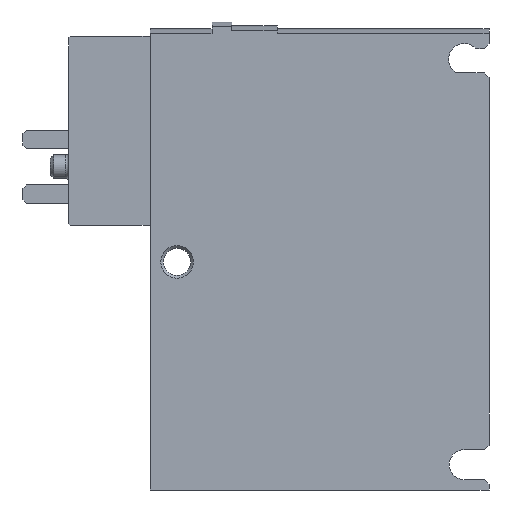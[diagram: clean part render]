
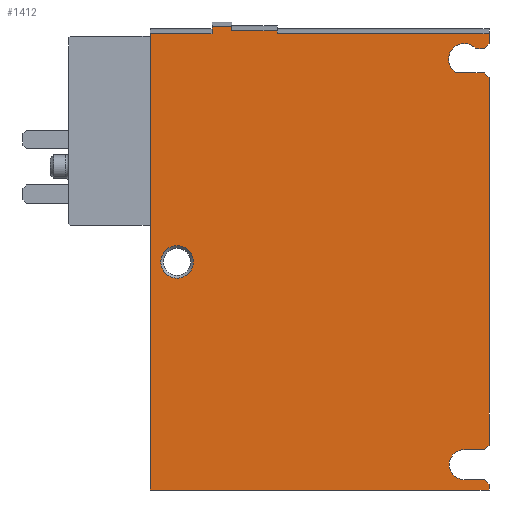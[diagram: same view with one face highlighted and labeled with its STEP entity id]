
A CAD part, left-side view. The second image highlights one B-rep face of the part: STEP entity #1412.
In plain terms, the highlighted planar face has unit normal (-1, 0, 0).
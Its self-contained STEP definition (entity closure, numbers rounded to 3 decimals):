
#38=CIRCLE('',#1479,2.5);
#39=CIRCLE('',#1480,2.3);
#40=CIRCLE('',#1481,2.4);
#78=ORIENTED_EDGE('',*,*,#350,.F.);
#79=ORIENTED_EDGE('',*,*,#351,.T.);
#80=ORIENTED_EDGE('',*,*,#352,.T.);
#81=ORIENTED_EDGE('',*,*,#353,.T.);
#82=ORIENTED_EDGE('',*,*,#354,.T.);
#83=ORIENTED_EDGE('',*,*,#355,.T.);
#84=ORIENTED_EDGE('',*,*,#356,.T.);
#85=ORIENTED_EDGE('',*,*,#357,.T.);
#86=ORIENTED_EDGE('',*,*,#358,.T.);
#87=ORIENTED_EDGE('',*,*,#359,.T.);
#88=ORIENTED_EDGE('',*,*,#360,.T.);
#89=ORIENTED_EDGE('',*,*,#361,.T.);
#90=ORIENTED_EDGE('',*,*,#362,.T.);
#91=ORIENTED_EDGE('',*,*,#363,.F.);
#92=ORIENTED_EDGE('',*,*,#364,.T.);
#93=ORIENTED_EDGE('',*,*,#365,.T.);
#94=ORIENTED_EDGE('',*,*,#366,.T.);
#95=ORIENTED_EDGE('',*,*,#367,.F.);
#96=ORIENTED_EDGE('',*,*,#368,.F.);
#97=ORIENTED_EDGE('',*,*,#369,.F.);
#98=ORIENTED_EDGE('',*,*,#370,.F.);
#99=ORIENTED_EDGE('',*,*,#371,.T.);
#100=ORIENTED_EDGE('',*,*,#372,.T.);
#350=EDGE_CURVE('',#486,#486,#38,.T.);
#351=EDGE_CURVE('',#487,#488,#581,.T.);
#352=EDGE_CURVE('',#488,#489,#582,.T.);
#353=EDGE_CURVE('',#489,#490,#39,.T.);
#354=EDGE_CURVE('',#490,#491,#583,.T.);
#355=EDGE_CURVE('',#491,#492,#584,.T.);
#356=EDGE_CURVE('',#492,#493,#585,.T.);
#357=EDGE_CURVE('',#493,#494,#586,.T.);
#358=EDGE_CURVE('',#494,#495,#587,.T.);
#359=EDGE_CURVE('',#495,#496,#40,.T.);
#360=EDGE_CURVE('',#496,#497,#588,.T.);
#361=EDGE_CURVE('',#497,#498,#589,.T.);
#362=EDGE_CURVE('',#498,#499,#590,.T.);
#363=EDGE_CURVE('',#500,#499,#591,.T.);
#364=EDGE_CURVE('',#500,#501,#592,.T.);
#365=EDGE_CURVE('',#501,#502,#593,.T.);
#366=EDGE_CURVE('',#502,#503,#594,.T.);
#367=EDGE_CURVE('',#504,#503,#595,.T.);
#368=EDGE_CURVE('',#505,#504,#596,.T.);
#369=EDGE_CURVE('',#506,#505,#597,.T.);
#370=EDGE_CURVE('',#507,#506,#598,.T.);
#371=EDGE_CURVE('',#507,#508,#599,.T.);
#372=EDGE_CURVE('',#508,#487,#600,.T.);
#486=VERTEX_POINT('',#1880);
#487=VERTEX_POINT('',#1882);
#488=VERTEX_POINT('',#1883);
#489=VERTEX_POINT('',#1885);
#490=VERTEX_POINT('',#1887);
#491=VERTEX_POINT('',#1889);
#492=VERTEX_POINT('',#1891);
#493=VERTEX_POINT('',#1893);
#494=VERTEX_POINT('',#1895);
#495=VERTEX_POINT('',#1897);
#496=VERTEX_POINT('',#1899);
#497=VERTEX_POINT('',#1901);
#498=VERTEX_POINT('',#1903);
#499=VERTEX_POINT('',#1905);
#500=VERTEX_POINT('',#1907);
#501=VERTEX_POINT('',#1909);
#502=VERTEX_POINT('',#1911);
#503=VERTEX_POINT('',#1913);
#504=VERTEX_POINT('',#1915);
#505=VERTEX_POINT('',#1917);
#506=VERTEX_POINT('',#1919);
#507=VERTEX_POINT('',#1921);
#508=VERTEX_POINT('',#1923);
#581=LINE('',#1881,#689);
#582=LINE('',#1884,#690);
#583=LINE('',#1888,#691);
#584=LINE('',#1890,#692);
#585=LINE('',#1892,#693);
#586=LINE('',#1894,#694);
#587=LINE('',#1896,#695);
#588=LINE('',#1900,#696);
#589=LINE('',#1902,#697);
#590=LINE('',#1904,#698);
#591=LINE('',#1906,#699);
#592=LINE('',#1908,#700);
#593=LINE('',#1910,#701);
#594=LINE('',#1912,#702);
#595=LINE('',#1914,#703);
#596=LINE('',#1916,#704);
#597=LINE('',#1918,#705);
#598=LINE('',#1920,#706);
#599=LINE('',#1922,#707);
#600=LINE('',#1924,#708);
#689=VECTOR('',#1586,1000.);
#690=VECTOR('',#1587,1000.);
#691=VECTOR('',#1590,1000.);
#692=VECTOR('',#1591,1000.);
#693=VECTOR('',#1592,1000.);
#694=VECTOR('',#1593,1000.);
#695=VECTOR('',#1594,1000.);
#696=VECTOR('',#1597,1000.);
#697=VECTOR('',#1598,1000.);
#698=VECTOR('',#1599,1000.);
#699=VECTOR('',#1600,1000.);
#700=VECTOR('',#1601,1000.);
#701=VECTOR('',#1602,1000.);
#702=VECTOR('',#1603,1000.);
#703=VECTOR('',#1604,1000.);
#704=VECTOR('',#1605,1000.);
#705=VECTOR('',#1606,1000.);
#706=VECTOR('',#1607,1000.);
#707=VECTOR('',#1608,1000.);
#708=VECTOR('',#1609,1000.);
#789=EDGE_LOOP('',(#78));
#790=EDGE_LOOP('',(#79,#80,#81,#82,#83,#84,#85,#86,#87,#88,#89,#90,#91,
#92,#93,#94,#95,#96,#97,#98,#99,#100));
#869=FACE_BOUND('',#789,.T.);
#870=FACE_BOUND('',#790,.T.);
#946=PLANE('',#1478);
#1412=ADVANCED_FACE('',(#869,#870),#946,.F.);
#1478=AXIS2_PLACEMENT_3D('',#1878,#1582,#1583);
#1479=AXIS2_PLACEMENT_3D('',#1879,#1584,#1585);
#1480=AXIS2_PLACEMENT_3D('',#1886,#1588,#1589);
#1481=AXIS2_PLACEMENT_3D('',#1898,#1595,#1596);
#1582=DIRECTION('',(1.,0.,0.));
#1583=DIRECTION('',(0.,0.,-1.));
#1584=DIRECTION('',(-1.,0.,0.));
#1585=DIRECTION('',(0.,0.,1.));
#1586=DIRECTION('',(0.,0.707,0.707));
#1587=DIRECTION('',(0.,1.,0.));
#1588=DIRECTION('',(1.,0.,0.));
#1589=DIRECTION('',(0.,0.,-1.));
#1590=DIRECTION('',(0.,-1.,0.));
#1591=DIRECTION('',(0.,-0.707,0.707));
#1592=DIRECTION('',(0.,0.,1.));
#1593=DIRECTION('',(0.,0.707,0.707));
#1594=DIRECTION('',(0.,1.,0.));
#1595=DIRECTION('',(1.,0.,0.));
#1596=DIRECTION('',(0.,0.,-1.));
#1597=DIRECTION('',(0.,-1.,0.));
#1598=DIRECTION('',(0.,-0.707,0.707));
#1599=DIRECTION('',(0.,0.,1.));
#1600=DIRECTION('',(0.,-1.,0.));
#1601=DIRECTION('',(0.,0.,1.));
#1602=DIRECTION('',(0.,1.,0.));
#1603=DIRECTION('',(0.,0.,1.));
#1604=DIRECTION('',(0.,-1.,0.));
#1605=DIRECTION('',(0.,0.,1.));
#1606=DIRECTION('',(0.,-1.,0.));
#1607=DIRECTION('',(0.,0.,1.));
#1608=DIRECTION('',(0.,-1.,0.));
#1609=DIRECTION('',(0.,0.,1.));
#1878=CARTESIAN_POINT('',(-5.,52.,-35.));
#1879=CARTESIAN_POINT('',(-5.,47.85,0.));
#1880=CARTESIAN_POINT('',(-5.,47.85,2.5));
#1881=CARTESIAN_POINT('',(-5.,0.,-34.1));
#1882=CARTESIAN_POINT('',(-5.,0.,-34.1));
#1883=CARTESIAN_POINT('',(-5.,0.7,-33.4));
#1884=CARTESIAN_POINT('',(-5.,0.7,-33.4));
#1885=CARTESIAN_POINT('',(-5.,3.8,-33.4));
#1886=CARTESIAN_POINT('',(-5.,3.8,-31.1));
#1887=CARTESIAN_POINT('',(-5.,3.8,-28.8));
#1888=CARTESIAN_POINT('',(-5.,3.8,-28.8));
#1889=CARTESIAN_POINT('',(-5.,0.7,-28.8));
#1890=CARTESIAN_POINT('',(-5.,0.7,-28.8));
#1891=CARTESIAN_POINT('',(-5.,0.,-28.1));
#1892=CARTESIAN_POINT('',(-5.,0.,-35.));
#1893=CARTESIAN_POINT('',(-5.,0.,28.25));
#1894=CARTESIAN_POINT('',(-5.,0.,28.25));
#1895=CARTESIAN_POINT('',(-5.,0.75,29.));
#1896=CARTESIAN_POINT('',(-5.,0.75,29.));
#1897=CARTESIAN_POINT('',(-5.,4.962,29.));
#1898=CARTESIAN_POINT('',(-5.,3.8,31.1));
#1899=CARTESIAN_POINT('',(-5.,2.011,32.7));
#1900=CARTESIAN_POINT('',(-5.,2.011,32.7));
#1901=CARTESIAN_POINT('',(-5.,0.75,32.7));
#1902=CARTESIAN_POINT('',(-5.,0.75,32.7));
#1903=CARTESIAN_POINT('',(-5.,0.,33.45));
#1904=CARTESIAN_POINT('',(-5.,0.,-35.));
#1905=CARTESIAN_POINT('',(-5.,0.,35.024));
#1906=CARTESIAN_POINT('',(-5.,52.,35.024));
#1907=CARTESIAN_POINT('',(-5.,32.5,35.024));
#1908=CARTESIAN_POINT('',(-5.,32.5,34.));
#1909=CARTESIAN_POINT('',(-5.,32.5,35.443));
#1910=CARTESIAN_POINT('',(-5.,32.5,35.443));
#1911=CARTESIAN_POINT('',(-5.,39.5,35.443));
#1912=CARTESIAN_POINT('',(-5.,39.5,33.6));
#1913=CARTESIAN_POINT('',(-5.,39.5,36.071));
#1914=CARTESIAN_POINT('',(-5.,42.5,36.071));
#1915=CARTESIAN_POINT('',(-5.,42.5,36.071));
#1916=CARTESIAN_POINT('',(-5.,42.5,33.6));
#1917=CARTESIAN_POINT('',(-5.,42.5,35.024));
#1918=CARTESIAN_POINT('',(-5.,52.,35.024));
#1919=CARTESIAN_POINT('',(-5.,52.,35.024));
#1920=CARTESIAN_POINT('',(-5.,52.,-35.));
#1921=CARTESIAN_POINT('',(-5.,52.,-35.));
#1922=CARTESIAN_POINT('',(-5.,52.,-35.));
#1923=CARTESIAN_POINT('',(-5.,0.,-35.));
#1924=CARTESIAN_POINT('',(-5.,0.,-35.));
